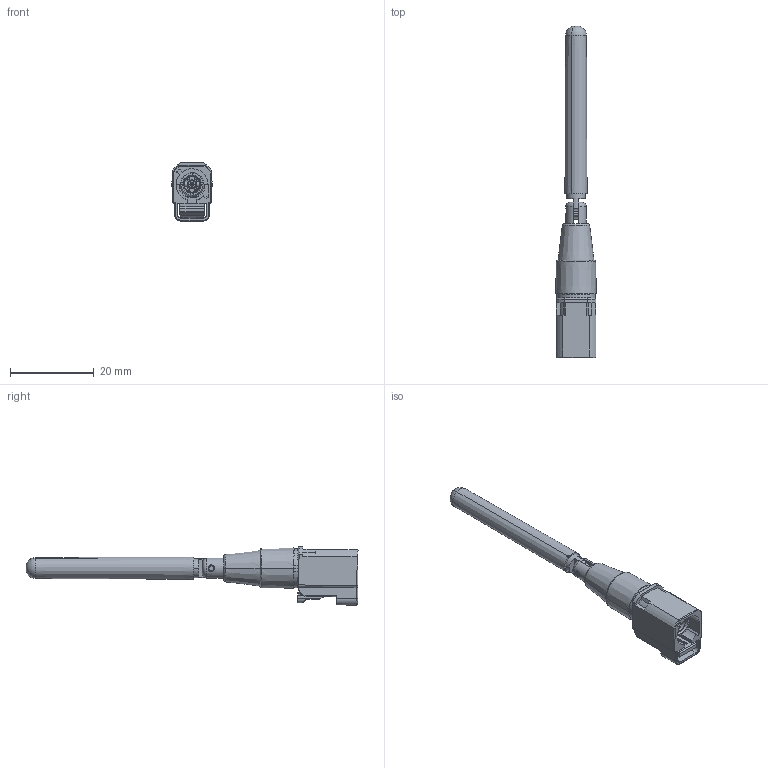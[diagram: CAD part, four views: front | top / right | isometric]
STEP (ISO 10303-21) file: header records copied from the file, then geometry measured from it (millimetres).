
FILE_DESCRIPTION (( 'STEP AP214' ), '1' );
FILE_NAME ('GW.05.AE23_Web.STEP', '2024-08-15T03:28:29', ( '' ), ( '' ), 'SwSTEP 2.0', 'SolidWorks 2022', '' );
FILE_SCHEMA (( 'AUTOMOTIVE_DESIGN' ));
Length unit declared in the file: millimetre
Products named in the file (1): GW.05.AE23_Web
Bounding box: 9.7 x 79.43 x 13.92 mm (x, y, z)
Surface area: 2872.7 mm2 (no closed solid volume)
Topology: 0 solids, 11 shells, 203 faces, 725 edges, 524 vertices
Faces by surface type: plane 80, cylinder 63, cone 29, bspline 17, torus 14
Entity records: 11808 total; most frequent: CARTESIAN_POINT 3615, DIRECTION 1192, ORIENTED_EDGE 1168, EDGE_CURVE 725, VERTEX_POINT 524, AXIS2_PLACEMENT_3D 434, LINE 324, VECTOR 324
